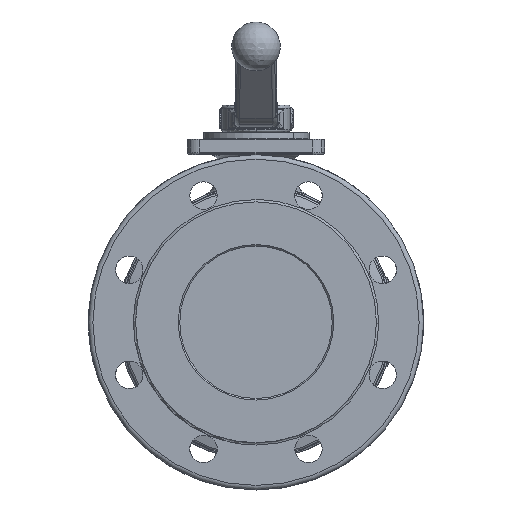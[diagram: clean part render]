
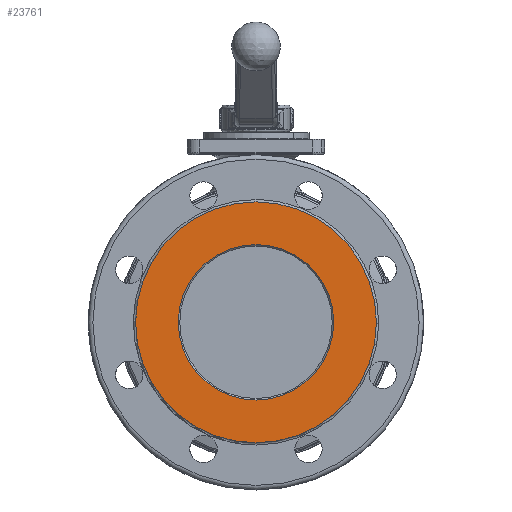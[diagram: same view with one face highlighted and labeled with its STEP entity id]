
A CAD part, left-side view. The second image highlights one B-rep face of the part: STEP entity #23761.
In plain terms, the highlighted planar face has unit normal (-1, 0, 0).
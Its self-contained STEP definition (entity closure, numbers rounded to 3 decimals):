
#19944=CARTESIAN_POINT('',(-98.,78.968,-0.));
#19945=VERTEX_POINT('',#19944);
#19952=CARTESIAN_POINT('',(-98.,-79.032,0.));
#19953=VERTEX_POINT('',#19952);
#19954=CARTESIAN_POINT('',(-98.,-0.032,0.));
#19955=DIRECTION('',(1.,-0.,0.));
#19956=DIRECTION('',(0.,1.,0.));
#19957=AXIS2_PLACEMENT_3D('',#19954,#19955,#19956);
#19958=CIRCLE('',#19957,79.);
#19959=EDGE_CURVE('',#19945,#19953,#19958,.T.);
#19961=CARTESIAN_POINT('',(-98.,-0.032,0.));
#19962=DIRECTION('',(1.,-0.,0.));
#19963=DIRECTION('',(0.,1.,0.));
#19964=AXIS2_PLACEMENT_3D('',#19961,#19962,#19963);
#19965=CIRCLE('',#19964,79.);
#19966=EDGE_CURVE('',#19953,#19945,#19965,.T.);
#22128=CARTESIAN_POINT('',(-98.,-0.032,51.));
#22129=VERTEX_POINT('',#22128);
#22136=CARTESIAN_POINT('',(-98.,-0.032,-51.));
#22137=VERTEX_POINT('',#22136);
#22138=CARTESIAN_POINT('',(-98.,-0.032,0.));
#22139=DIRECTION('',(-1.,0.,-0.));
#22140=DIRECTION('',(-0.,0.,1.));
#22141=AXIS2_PLACEMENT_3D('',#22138,#22139,#22140);
#22142=CIRCLE('',#22141,51.);
#22143=EDGE_CURVE('',#22129,#22137,#22142,.T.);
#22145=CARTESIAN_POINT('',(-98.,-0.032,0.));
#22146=DIRECTION('',(-1.,0.,-0.));
#22147=DIRECTION('',(-0.,0.,1.));
#22148=AXIS2_PLACEMENT_3D('',#22145,#22146,#22147);
#22149=CIRCLE('',#22148,51.);
#22150=EDGE_CURVE('',#22137,#22129,#22149,.T.);
#23748=CARTESIAN_POINT('',(-98.,-0.032,-64.5));
#23749=DIRECTION('',(1.,0.,0.));
#23750=DIRECTION('',(-0.,0.,1.));
#23751=AXIS2_PLACEMENT_3D('',#23748,#23749,#23750);
#23752=PLANE('',#23751);
#23753=ORIENTED_EDGE('',*,*,#19966,.F.);
#23754=ORIENTED_EDGE('',*,*,#19959,.F.);
#23755=EDGE_LOOP('',(#23753,#23754));
#23756=FACE_BOUND('',#23755,.T.);
#23757=ORIENTED_EDGE('',*,*,#22150,.F.);
#23758=ORIENTED_EDGE('',*,*,#22143,.F.);
#23759=EDGE_LOOP('',(#23757,#23758));
#23760=FACE_BOUND('',#23759,.T.);
#23761=ADVANCED_FACE('',(#23756,#23760),#23752,.F.);
